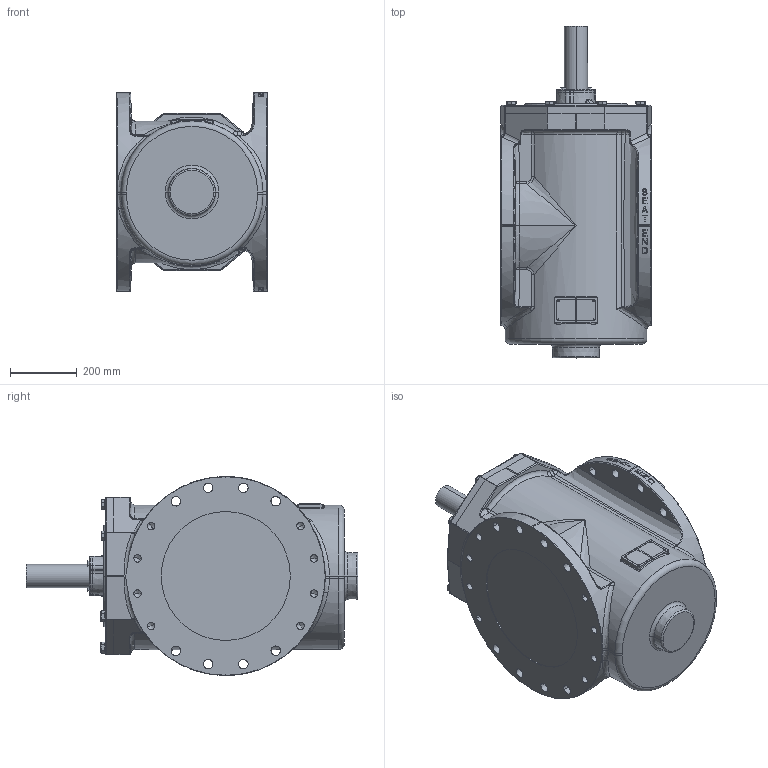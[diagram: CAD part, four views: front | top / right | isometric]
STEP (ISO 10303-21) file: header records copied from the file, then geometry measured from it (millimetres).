
FILE_DESCRIPTION((''),'2;1');
FILE_NAME('5616F_SW0001','2023-09-28T13:09:51',('tbuffington'),(''),'CREO PARAMETRIC BY PTC INC, 2023072','CREO PARAMETRIC BY PTC INC, 2023072','');
FILE_SCHEMA(('AUTOMOTIVE_DESIGN { 1 0 10303 214 1 1 1 1 }'));
Products named in the file (1): 5616F_SW0001
Bounding box: 450.85 x 996.56 x 596.88 mm (x, y, z)
Volume: 130321156.2 mm3; surface area: 2002502.1 mm2
Topology: 1 solids, 1 shells, 1238 faces, 3128 edges, 1916 vertices
Faces by surface type: plane 621, cylinder 226, bspline 145, cone 132, torus 87, sphere 25, extrusion 2
Entity records: 58709 total; most frequent: CARTESIAN_POINT 29164, ORIENTED_EDGE 6140, DIRECTION 5283, EDGE_CURVE 3070, AXIS2_PLACEMENT_3D 2044, VERTEX_POINT 1916, EDGE_LOOP 1358, COLOUR_RGB 1331
